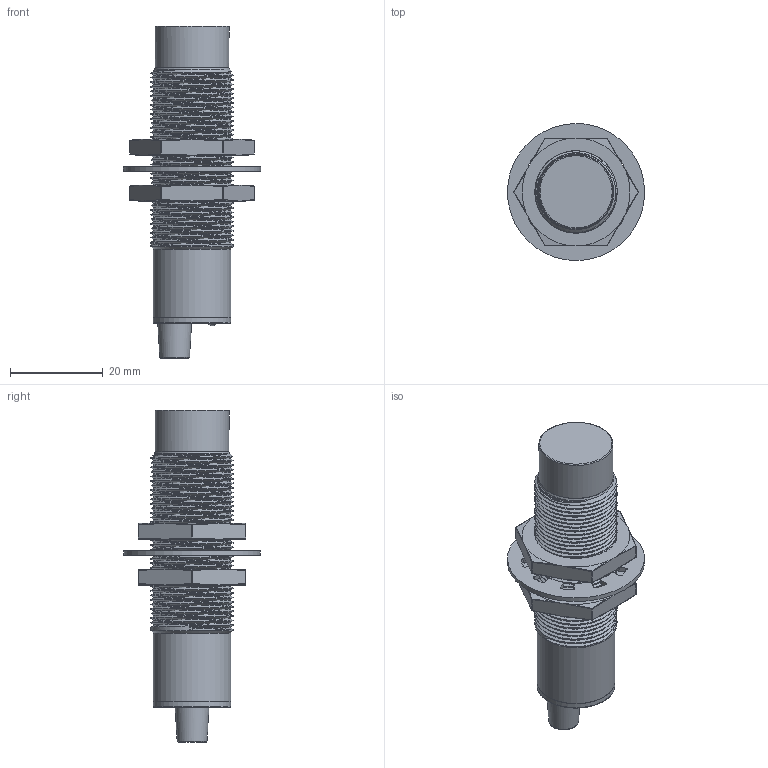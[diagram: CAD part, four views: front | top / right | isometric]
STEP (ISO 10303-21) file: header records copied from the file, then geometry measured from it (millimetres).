
FILE_DESCRIPTION(('FreeCAD Model'),'2;1');
FILE_NAME('Open CASCADE Shape Model','2025-04-30T03:55:03',('FreeCAD'),( 'FreeCAD'),'Open CASCADE STEP processor 7.6','FreeCAD','Unknown');
FILE_SCHEMA(('AUTOMOTIVE_DESIGN { 1 0 10303 214 1 1 1 1 }'));
Products named in the file (1): Open CASCADE STEP translator 7.6 1
Bounding box: 29.62 x 29.61 x 71.75 mm (x, y, z)
Volume: 4499.2 mm3; surface area: 12433.9 mm2
Topology: 8 solids, 8 shells, 426 faces, 1088 edges, 676 vertices
Faces by surface type: bspline 426
Entity records: 56303 total; most frequent: CARTESIAN_POINT 50067, ORIENTED_EDGE 2170, EDGE_CURVE 1085, B_SPLINE_CURVE_WITH_KNOTS 724, VERTEX_POINT 676, FACE_BOUND 448, EDGE_LOOP 448, ADVANCED_FACE 426
